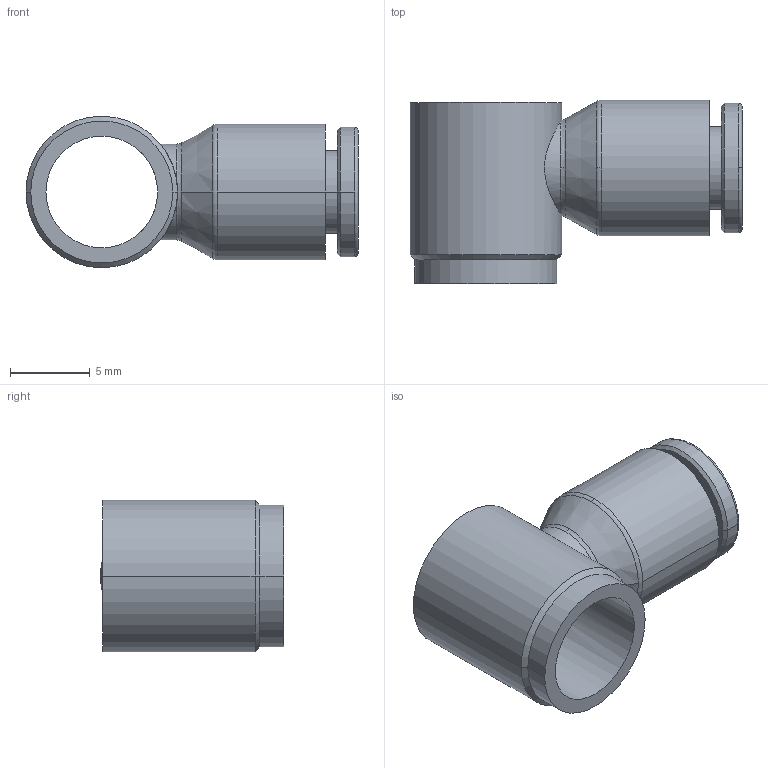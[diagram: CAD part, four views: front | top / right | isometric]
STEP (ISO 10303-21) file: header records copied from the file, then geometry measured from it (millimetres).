
FILE_DESCRIPTION(('STEP AP214'),'1');
FILE_NAME(' ',' ',('TraceParts'),('TraceParts S.A.'),'XStep 1.0',' ',' ');
FILE_SCHEMA(('automotive_design'));
Length unit declared in the file: millimetre
Products named in the file (1): 1
Bounding box: 20.81 x 11.5 x 9.5 mm (x, y, z)
Volume: 772.3 mm3; surface area: 1163 mm2
Topology: 1 solids, 1 shells, 33 faces, 85 edges, 55 vertices
Faces by surface type: cylinder 16, cone 6, torus 6, plane 5
Entity records: 1214 total; most frequent: CARTESIAN_POINT 353, DIRECTION 196, ORIENTED_EDGE 170, AXIS2_PLACEMENT_3D 87, EDGE_CURVE 85, VERTEX_POINT 55, CIRCLE 53, EDGE_LOOP 38
